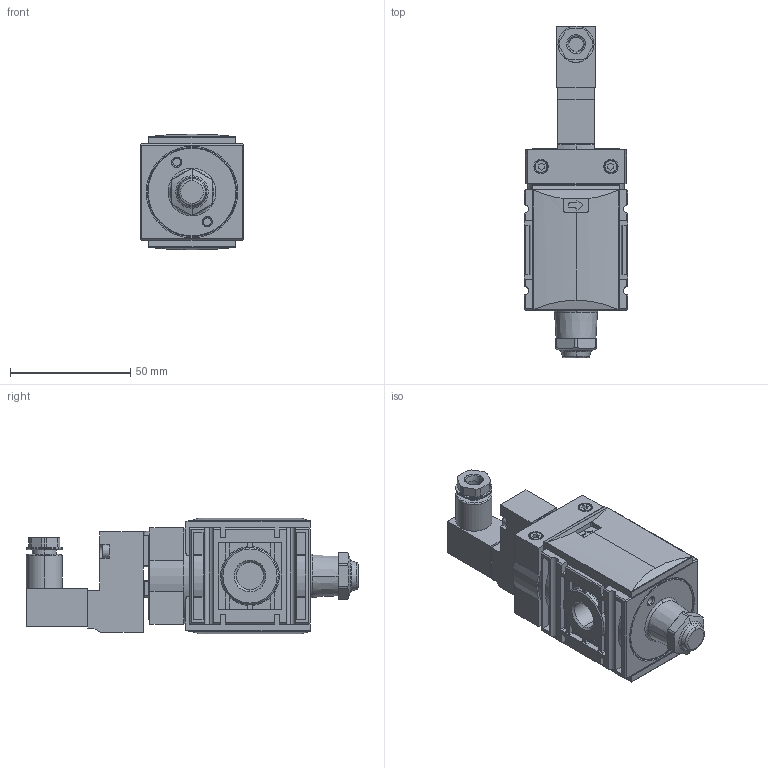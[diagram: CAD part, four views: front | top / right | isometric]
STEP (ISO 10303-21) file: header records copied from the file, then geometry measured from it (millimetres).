
FILE_DESCRIPTION (( 'STEP AP214' ), '1' );
FILE_NAME ('KN-KSOV014_24VDC.STEP', '2018-08-29T08:46:24', ( '' ), ( '' ), 'SwSTEP 2.0', 'SolidWorks 2018', '' );
FILE_SCHEMA (( 'AUTOMOTIVE_DESIGN' ));
Length unit declared in the file: millimetre
Products named in the file (1): KN-KSOV014_24VDC
Bounding box: 43 x 137.99 x 48.16 mm (x, y, z)
Volume: 145987.2 mm3; surface area: 30187.4 mm2
Topology: 2 solids, 2 shells, 638 faces, 1661 edges, 1080 vertices
Faces by surface type: plane 347, cylinder 206, bspline 55, cone 30
Entity records: 28094 total; most frequent: CARTESIAN_POINT 5643, ORIENTED_EDGE 3310, DIRECTION 3106, EDGE_CURVE 1655, VERTEX_POINT 1077, AXIS2_PLACEMENT_3D 1056, LINE 994, VECTOR 994
